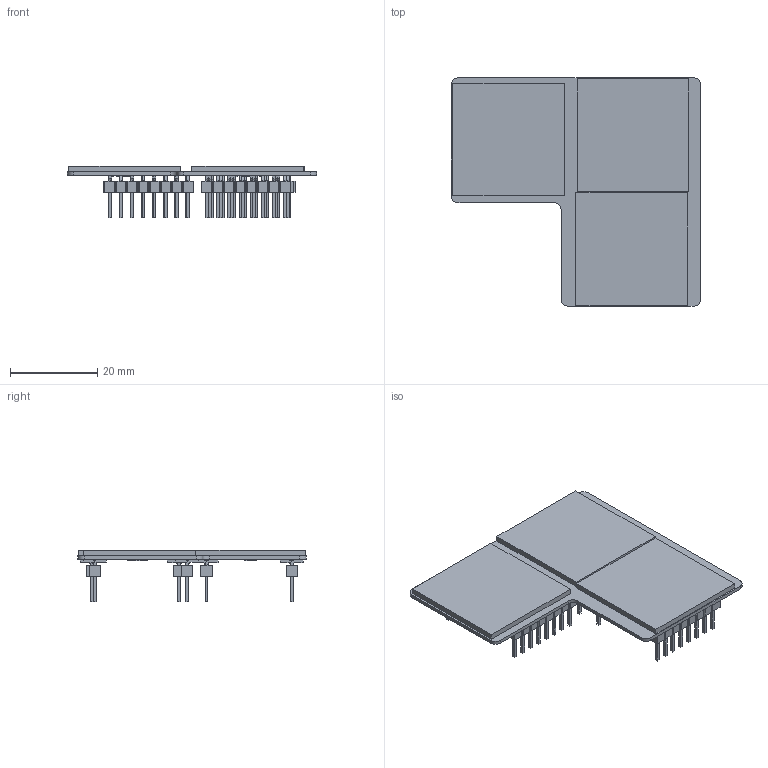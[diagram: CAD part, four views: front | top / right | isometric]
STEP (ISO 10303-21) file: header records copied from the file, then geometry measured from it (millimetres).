
FILE_DESCRIPTION(('KiCad electronic assembly'),'2;1');
FILE_NAME('perovskite_contact_board.step','2022-11-24T22:52:01',( 'An Author'),('A Company'),'Open CASCADE STEP processor 7.5', 'KiCad to STEP converter','Unknown');
FILE_SCHEMA(('AUTOMOTIVE_DESIGN { 1 0 10303 214 1 1 1 1 }'));
Length unit declared in the file: millimetre
Products named in the file (8): Open CASCADE STEP translator 7.5 1; TSM-108-01-T-SV; COMPOUND; Perovskite v2; SOLID; MCP9801-M_MS
Assembly tree (16 placements, depth 3):
  Open CASCADE STEP translator 7.5 1
    TSM-108-01-T-SV  x6
      COMPOUND
    Perovskite v2  x3
      SOLID
    MCP9801-M_MS  x3
      COMPOUND
    COMPOUND
Bounding box: 57 x 52.2 x 11.88 mm (x, y, z)
Volume: 5349 mm3; surface area: 12587.4 mm2
Topology: 43 solids, 43 shells, 1940 faces, 5217 edges, 3462 vertices
Faces by surface type: plane 1739, cylinder 201
Full cylindrical faces by diameter (mm): 0.375 x3
Entity records: 30786 total; most frequent: CARTESIAN_POINT 5184, DIRECTION 4637, LINE 3417, VECTOR 3417, ORIENTED_EDGE 2422, PCURVE 2422, DEFINITIONAL_REPRESENTATION 2422, EDGE_CURVE 1211
